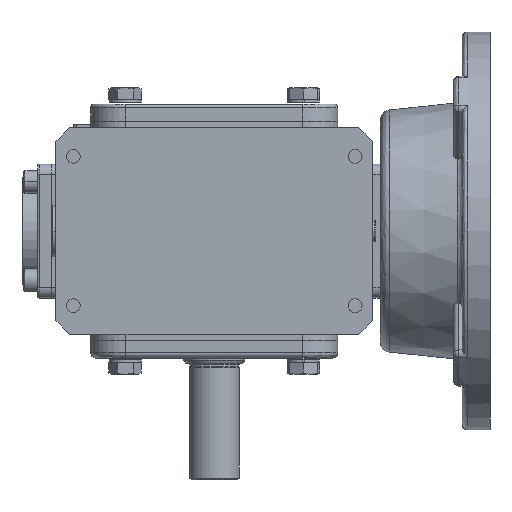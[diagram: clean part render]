
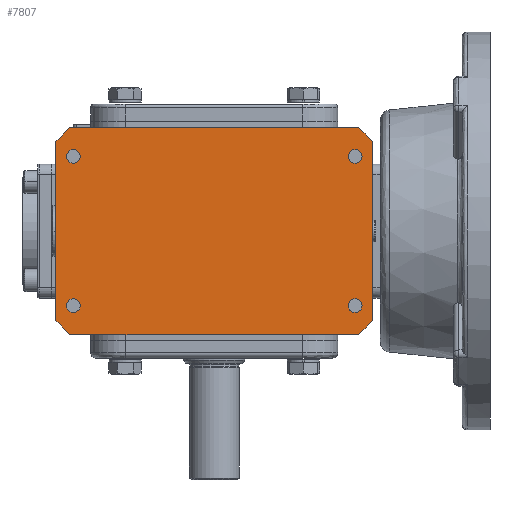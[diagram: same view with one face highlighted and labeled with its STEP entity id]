
A CAD part, front view. The second image highlights one B-rep face of the part: STEP entity #7807.
In plain terms, the highlighted planar face has unit normal (0, -1, 0).
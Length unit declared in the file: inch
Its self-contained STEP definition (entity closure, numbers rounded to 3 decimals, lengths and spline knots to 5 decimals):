
#213 = EDGE_LOOP ( 'NONE', ( #22206, #20185 ) ) ;
#392 = EDGE_CURVE ( 'NONE', #9242, #17337, #11022, .T. ) ;
#860 = CIRCLE ( 'NONE', #5729, 0.15625 ) ;
#916 = VERTEX_POINT ( 'NONE', #1489 ) ;
#1194 = CARTESIAN_POINT ( 'NONE',  ( -3.1874, -2.93819, -1.6874 ) ) ;
#1259 = AXIS2_PLACEMENT_3D ( 'NONE', #9337, #23363, #11343 ) ;
#1301 = CARTESIAN_POINT ( 'NONE',  ( 3.26772, -2.93819, -2.34252 ) ) ;
#1489 = CARTESIAN_POINT ( 'NONE',  ( -3.1874, -2.93819, -1.53115 ) ) ;
#1969 = AXIS2_PLACEMENT_3D ( 'NONE', #23135, #11123, #25158 ) ;
#2019 = CARTESIAN_POINT ( 'NONE',  ( 3.58268, -2.93819, 2.55906 ) ) ;
#2024 = EDGE_LOOP ( 'NONE', ( #14747, #5859 ) ) ;
#2057 = CIRCLE ( 'NONE', #10570, 0.15625 ) ;
#2084 = VERTEX_POINT ( 'NONE', #12724 ) ;
#2338 = CARTESIAN_POINT ( 'NONE',  ( -3.26772, -2.93819, 2.34252 ) ) ;
#3185 = DIRECTION ( 'NONE',  ( 0., 0., -1. ) ) ;
#3425 = DIRECTION ( 'NONE',  ( 0., 0., -1. ) ) ;
#3558 = DIRECTION ( 'NONE',  ( 0., 0., -1. ) ) ;
#4022 = AXIS2_PLACEMENT_3D ( 'NONE', #1194, #15094, #3185 ) ;
#4052 = CARTESIAN_POINT ( 'NONE',  ( -3.1874, -2.93819, 1.84365 ) ) ;
#4341 = DIRECTION ( 'NONE',  ( -0.707, 0., -0.707 ) ) ;
#4802 = FACE_BOUND ( 'NONE', #2024, .T. ) ;
#4952 = EDGE_CURVE ( 'NONE', #16768, #12083, #2057, .T. ) ;
#4997 = VERTEX_POINT ( 'NONE', #23031 ) ;
#5254 = AXIS2_PLACEMENT_3D ( 'NONE', #21318, #15333, #3425 ) ;
#5729 = AXIS2_PLACEMENT_3D ( 'NONE', #19981, #8004, #22010 ) ;
#5859 = ORIENTED_EDGE ( 'NONE', *, *, #9236, .T. ) ;
#6019 = ORIENTED_EDGE ( 'NONE', *, *, #16439, .T. ) ;
#6050 = VECTOR ( 'NONE', #22744, 39.37008 ) ;
#6361 = VECTOR ( 'NONE', #3558, 39.37008 ) ;
#6400 = CARTESIAN_POINT ( 'NONE',  ( 3.1874, -2.93819, -1.84365 ) ) ;
#6572 = EDGE_LOOP ( 'NONE', ( #8055, #8169 ) ) ;
#6769 = DIRECTION ( 'NONE',  ( 0., 1., 0. ) ) ;
#6835 = VERTEX_POINT ( 'NONE', #25748 ) ;
#6906 = VECTOR ( 'NONE', #4341, 39.37008 ) ;
#7005 = CARTESIAN_POINT ( 'NONE',  ( 3.1874, -2.93819, -1.6874 ) ) ;
#7126 = LINE ( 'NONE', #2019, #17729 ) ;
#7270 = CIRCLE ( 'NONE', #1969, 0.15625 ) ;
#7294 = CARTESIAN_POINT ( 'NONE',  ( 3.1874, -2.93819, 1.6874 ) ) ;
#7579 = CARTESIAN_POINT ( 'NONE',  ( 3.58268, -2.93819, 2.02756 ) ) ;
#7721 = LINE ( 'NONE', #14200, #18341 ) ;
#7742 = VERTEX_POINT ( 'NONE', #23108 ) ;
#7784 = EDGE_CURVE ( 'NONE', #7742, #17721, #10720, .T. ) ;
#7807 = ADVANCED_FACE ( 'NONE', ( #11335, #4802, #25465, #15364, #10098 ), #13334, .T. ) ;
#7837 = CARTESIAN_POINT ( 'NONE',  ( 3.58268, -2.93819, 2.02756 ) ) ;
#7938 = EDGE_CURVE ( 'NONE', #8012, #9242, #14108, .T. ) ;
#8004 = DIRECTION ( 'NONE',  ( 0., 1., 0. ) ) ;
#8012 = VERTEX_POINT ( 'NONE', #7837 ) ;
#8055 = ORIENTED_EDGE ( 'NONE', *, *, #10966, .T. ) ;
#8126 = DIRECTION ( 'NONE',  ( 0.707, 0., 0.707 ) ) ;
#8169 = ORIENTED_EDGE ( 'NONE', *, *, #16796, .T. ) ;
#8195 = VECTOR ( 'NONE', #15505, 39.37008 ) ;
#8330 = ORIENTED_EDGE ( 'NONE', *, *, #18794, .T. ) ;
#8943 = CARTESIAN_POINT ( 'NONE',  ( 3.1874, -2.93819, -1.53115 ) ) ;
#9018 = DIRECTION ( 'NONE',  ( 0., 0., -1. ) ) ;
#9136 = VECTOR ( 'NONE', #22519, 39.37008 ) ;
#9236 = EDGE_CURVE ( 'NONE', #916, #6835, #18475, .T. ) ;
#9242 = VERTEX_POINT ( 'NONE', #19047 ) ;
#9306 = DIRECTION ( 'NONE',  ( 0., 0., -1. ) ) ;
#9337 = CARTESIAN_POINT ( 'NONE',  ( -3.1874, -2.93819, 1.6874 ) ) ;
#9639 = AXIS2_PLACEMENT_3D ( 'NONE', #23253, #11237, #25277 ) ;
#10098 = FACE_BOUND ( 'NONE', #14628, .T. ) ;
#10113 = VECTOR ( 'NONE', #19442, 39.37008 ) ;
#10348 = CIRCLE ( 'NONE', #21084, 0.15625 ) ;
#10570 = AXIS2_PLACEMENT_3D ( 'NONE', #7005, #20989, #9018 ) ;
#10720 = CIRCLE ( 'NONE', #1259, 0.15625 ) ;
#10966 = EDGE_CURVE ( 'NONE', #4997, #13615, #13707, .T. ) ;
#11022 = LINE ( 'NONE', #12515, #9136 ) ;
#11123 = DIRECTION ( 'NONE',  ( 0., 1., 0. ) ) ;
#11237 = DIRECTION ( 'NONE',  ( 0., 1., 0. ) ) ;
#11335 = FACE_OUTER_BOUND ( 'NONE', #25309, .T. ) ;
#11343 = DIRECTION ( 'NONE',  ( 0., 0., -1. ) ) ;
#11547 = CARTESIAN_POINT ( 'NONE',  ( -3.26772, -2.93819, -2.34252 ) ) ;
#11600 = CARTESIAN_POINT ( 'NONE',  ( 3.58268, -2.93819, -2.02756 ) ) ;
#11646 = LINE ( 'NONE', #21555, #6361 ) ;
#11668 = VERTEX_POINT ( 'NONE', #11547 ) ;
#12083 = VERTEX_POINT ( 'NONE', #6400 ) ;
#12341 = VERTEX_POINT ( 'NONE', #11600 ) ;
#12515 = CARTESIAN_POINT ( 'NONE',  ( -3.58268, -2.93819, 2.34252 ) ) ;
#12724 = CARTESIAN_POINT ( 'NONE',  ( -3.58268, -2.93819, 2.02756 ) ) ;
#12738 = CARTESIAN_POINT ( 'NONE',  ( -3.58268, -2.93819, -2.02756 ) ) ;
#13252 = ORIENTED_EDGE ( 'NONE', *, *, #392, .T. ) ;
#13334 = PLANE ( 'NONE',  #5254 ) ;
#13615 = VERTEX_POINT ( 'NONE', #19477 ) ;
#13707 = CIRCLE ( 'NONE', #19766, 0.15625 ) ;
#14064 = ORIENTED_EDGE ( 'NONE', *, *, #14752, .T. ) ;
#14108 = LINE ( 'NONE', #7579, #8195 ) ;
#14200 = CARTESIAN_POINT ( 'NONE',  ( 3.26772, -2.93819, -2.34252 ) ) ;
#14614 = ORIENTED_EDGE ( 'NONE', *, *, #16275, .T. ) ;
#14628 = EDGE_LOOP ( 'NONE', ( #14614, #20990 ) ) ;
#14747 = ORIENTED_EDGE ( 'NONE', *, *, #18954, .T. ) ;
#14752 = EDGE_CURVE ( 'NONE', #11668, #21398, #25481, .T. ) ;
#15094 = DIRECTION ( 'NONE',  ( 0., 1., 0. ) ) ;
#15333 = DIRECTION ( 'NONE',  ( 0., -1., 0. ) ) ;
#15364 = FACE_BOUND ( 'NONE', #6572, .T. ) ;
#15505 = DIRECTION ( 'NONE',  ( -0.707, 0., 0.707 ) ) ;
#16275 = EDGE_CURVE ( 'NONE', #12083, #16768, #18840, .T. ) ;
#16409 = ORIENTED_EDGE ( 'NONE', *, *, #22709, .T. ) ;
#16439 = EDGE_CURVE ( 'NONE', #2084, #24623, #11646, .T. ) ;
#16647 = LINE ( 'NONE', #12738, #6050 ) ;
#16768 = VERTEX_POINT ( 'NONE', #8943 ) ;
#16796 = EDGE_CURVE ( 'NONE', #13615, #4997, #7270, .T. ) ;
#17337 = VERTEX_POINT ( 'NONE', #20360 ) ;
#17366 = ORIENTED_EDGE ( 'NONE', *, *, #7938, .T. ) ;
#17421 = CARTESIAN_POINT ( 'NONE',  ( -3.58268, -2.93819, -2.34252 ) ) ;
#17721 = VERTEX_POINT ( 'NONE', #4052 ) ;
#17729 = VECTOR ( 'NONE', #19991, 39.37008 ) ;
#17748 = ORIENTED_EDGE ( 'NONE', *, *, #25752, .T. ) ;
#18341 = VECTOR ( 'NONE', #8126, 39.37008 ) ;
#18475 = CIRCLE ( 'NONE', #4022, 0.15625 ) ;
#18714 = CARTESIAN_POINT ( 'NONE',  ( -3.1874, -2.93819, -1.6874 ) ) ;
#18794 = EDGE_CURVE ( 'NONE', #17337, #2084, #22886, .T. ) ;
#18840 = CIRCLE ( 'NONE', #9639, 0.15625 ) ;
#18954 = EDGE_CURVE ( 'NONE', #6835, #916, #10348, .T. ) ;
#19047 = CARTESIAN_POINT ( 'NONE',  ( 3.26772, -2.93819, 2.34252 ) ) ;
#19442 = DIRECTION ( 'NONE',  ( 1., 0., 0. ) ) ;
#19477 = CARTESIAN_POINT ( 'NONE',  ( 3.1874, -2.93819, 1.84365 ) ) ;
#19766 = AXIS2_PLACEMENT_3D ( 'NONE', #7294, #21288, #9306 ) ;
#19981 = CARTESIAN_POINT ( 'NONE',  ( -3.1874, -2.93819, 1.6874 ) ) ;
#19991 = DIRECTION ( 'NONE',  ( 0., 0., 1. ) ) ;
#20185 = ORIENTED_EDGE ( 'NONE', *, *, #23331, .T. ) ;
#20360 = CARTESIAN_POINT ( 'NONE',  ( -3.26772, -2.93819, 2.34252 ) ) ;
#20741 = DIRECTION ( 'NONE',  ( 0., 0., -1. ) ) ;
#20989 = DIRECTION ( 'NONE',  ( 0., 1., 0. ) ) ;
#20990 = ORIENTED_EDGE ( 'NONE', *, *, #4952, .T. ) ;
#21084 = AXIS2_PLACEMENT_3D ( 'NONE', #18714, #6769, #20741 ) ;
#21288 = DIRECTION ( 'NONE',  ( 0., 1., 0. ) ) ;
#21318 = CARTESIAN_POINT ( 'NONE',  ( -3.58268, -2.93819, 2.55906 ) ) ;
#21398 = VERTEX_POINT ( 'NONE', #1301 ) ;
#21555 = CARTESIAN_POINT ( 'NONE',  ( -3.58268, -2.93819, 2.55906 ) ) ;
#21993 = EDGE_CURVE ( 'NONE', #12341, #8012, #7126, .T. ) ;
#22010 = DIRECTION ( 'NONE',  ( 0., 0., -1. ) ) ;
#22206 = ORIENTED_EDGE ( 'NONE', *, *, #7784, .T. ) ;
#22519 = DIRECTION ( 'NONE',  ( -1., 0., 0. ) ) ;
#22709 = EDGE_CURVE ( 'NONE', #21398, #12341, #7721, .T. ) ;
#22744 = DIRECTION ( 'NONE',  ( 0.707, 0., -0.707 ) ) ;
#22886 = LINE ( 'NONE', #2338, #6906 ) ;
#23031 = CARTESIAN_POINT ( 'NONE',  ( 3.1874, -2.93819, 1.53115 ) ) ;
#23108 = CARTESIAN_POINT ( 'NONE',  ( -3.1874, -2.93819, 1.53115 ) ) ;
#23135 = CARTESIAN_POINT ( 'NONE',  ( 3.1874, -2.93819, 1.6874 ) ) ;
#23253 = CARTESIAN_POINT ( 'NONE',  ( 3.1874, -2.93819, -1.6874 ) ) ;
#23331 = EDGE_CURVE ( 'NONE', #17721, #7742, #860, .T. ) ;
#23363 = DIRECTION ( 'NONE',  ( 0., 1., 0. ) ) ;
#23615 = CARTESIAN_POINT ( 'NONE',  ( -3.58268, -2.93819, -2.02756 ) ) ;
#24623 = VERTEX_POINT ( 'NONE', #23615 ) ;
#24799 = ORIENTED_EDGE ( 'NONE', *, *, #21993, .T. ) ;
#25158 = DIRECTION ( 'NONE',  ( 0., 0., -1. ) ) ;
#25277 = DIRECTION ( 'NONE',  ( 0., 0., -1. ) ) ;
#25309 = EDGE_LOOP ( 'NONE', ( #6019, #17748, #14064, #16409, #24799, #17366, #13252, #8330 ) ) ;
#25465 = FACE_BOUND ( 'NONE', #213, .T. ) ;
#25481 = LINE ( 'NONE', #17421, #10113 ) ;
#25748 = CARTESIAN_POINT ( 'NONE',  ( -3.1874, -2.93819, -1.84365 ) ) ;
#25752 = EDGE_CURVE ( 'NONE', #24623, #11668, #16647, .T. ) ;
